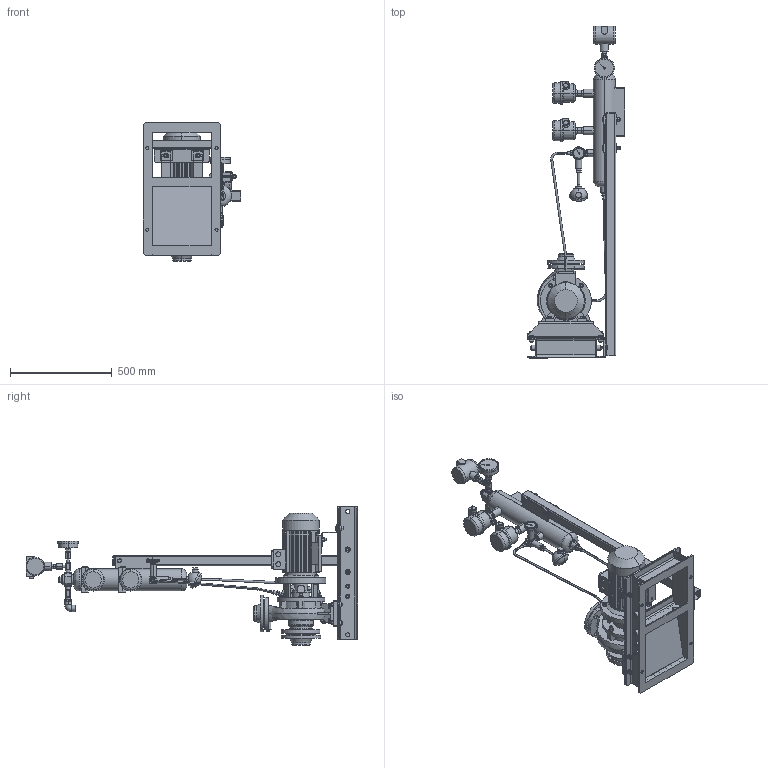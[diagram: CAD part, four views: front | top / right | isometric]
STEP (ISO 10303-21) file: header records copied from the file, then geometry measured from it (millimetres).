
FILE_DESCRIPTION (( 'STEP AP203' ), '1' );
FILE_NAME ('221-211-55Ò-ÐÑ2-11-02.step', '2023-07-26T13:57:29', ( 'adb' ), ( '' ), 'SwSTEP 2.0', 'SolidWorks 2016', '' );
FILE_SCHEMA (( 'CONFIG_CONTROL_DESIGN' ));
Length unit declared in the file: millimetre
Products named in the file (1): 221-211-55Ò-ÐÑ2-11-02
Bounding box: 479 x 1630.5 x 680 mm (x, y, z)
Volume: 24711307.8 mm3; surface area: 4051786.3 mm2
Topology: 32 solids, 45 shells, 3054 faces, 7730 edges, 4973 vertices
Faces by surface type: plane 1553, cylinder 1111, cone 278, torus 65, bspline 37, sphere 10
Entity records: 105893 total; most frequent: CARTESIAN_POINT 31464, DIRECTION 15707, ORIENTED_EDGE 15428, EDGE_CURVE 7714, AXIS2_PLACEMENT_3D 5941, VERTEX_POINT 4967, LINE 3825, VECTOR 3825
